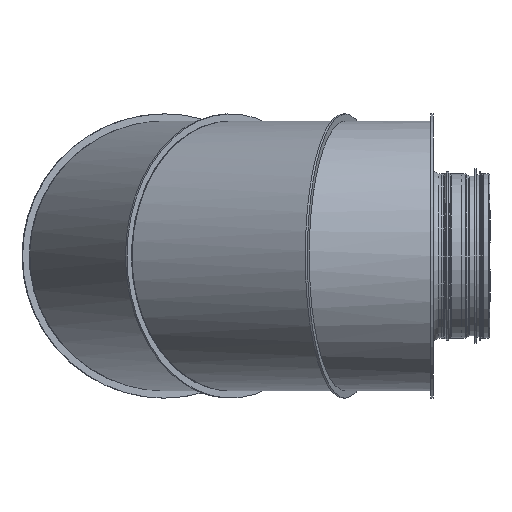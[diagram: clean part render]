
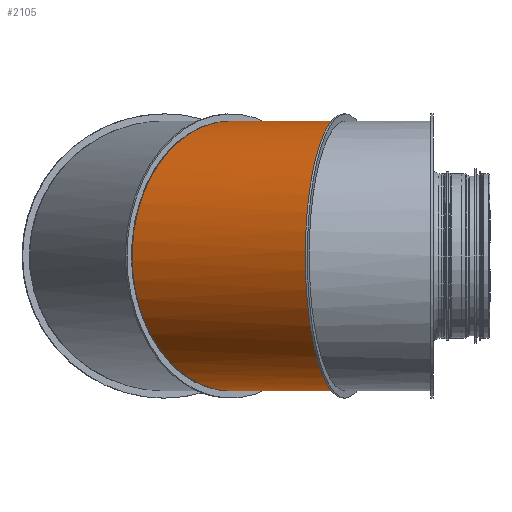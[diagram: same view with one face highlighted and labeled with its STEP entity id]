
A CAD part, left-side view. The second image highlights one B-rep face of the part: STEP entity #2105.
In plain terms, the highlighted cylindrical face has radius 130.7 mm (diameter 261.4 mm), a full revolution.
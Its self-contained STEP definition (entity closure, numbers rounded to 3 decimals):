
#74=ELLIPSE('',#2324,135.262,130.7);
#77=ELLIPSE('',#2381,1018.81,130.7);
#79=ELLIPSE('',#2383,1018.81,130.7);
#80=ELLIPSE('',#2385,135.311,130.7);
#81=ELLIPSE('',#2388,135.311,130.7);
#85=ELLIPSE('',#2392,1018.996,130.7);
#90=ELLIPSE('',#2397,135.262,130.7);
#94=ELLIPSE('',#2402,1018.996,130.7);
#208=CYLINDRICAL_SURFACE('',#2414,130.7);
#406=FACE_BOUND('',#872,.T.);
#583=FACE_OUTER_BOUND('',#871,.T.);
#871=EDGE_LOOP('',(#1841,#1842,#1843,#1844));
#872=EDGE_LOOP('',(#1845,#1846,#1847,#1848));
#1107=VERTEX_POINT('',#3338);
#1109=VERTEX_POINT('',#3342);
#1197=VERTEX_POINT('',#4557);
#1198=VERTEX_POINT('',#4559);
#1203=VERTEX_POINT('',#5263);
#1204=VERTEX_POINT('',#5264);
#1207=VERTEX_POINT('',#5277);
#1210=VERTEX_POINT('',#5297);
#1368=EDGE_CURVE('',#1109,#1107,#74,.T.);
#1399=EDGE_CURVE('',#1197,#1109,#77,.T.);
#1401=EDGE_CURVE('',#1107,#1198,#79,.T.);
#1403=EDGE_CURVE('',#1198,#1197,#80,.T.);
#1408=EDGE_CURVE('',#1203,#1204,#81,.T.);
#1412=EDGE_CURVE('',#1207,#1203,#85,.T.);
#1420=EDGE_CURVE('',#1210,#1207,#90,.T.);
#1429=EDGE_CURVE('',#1204,#1210,#94,.T.);
#1841=ORIENTED_EDGE('',*,*,#1399,.T.);
#1842=ORIENTED_EDGE('',*,*,#1368,.T.);
#1843=ORIENTED_EDGE('',*,*,#1401,.T.);
#1844=ORIENTED_EDGE('',*,*,#1403,.T.);
#1845=ORIENTED_EDGE('',*,*,#1429,.T.);
#1846=ORIENTED_EDGE('',*,*,#1420,.T.);
#1847=ORIENTED_EDGE('',*,*,#1412,.T.);
#1848=ORIENTED_EDGE('',*,*,#1408,.T.);
#2105=ADVANCED_FACE('',(#583,#406),#208,.T.);
#2324=AXIS2_PLACEMENT_3D('',#4336,#2837,#2838);
#2381=AXIS2_PLACEMENT_3D('',#4558,#2951,#2952);
#2383=AXIS2_PLACEMENT_3D('',#4561,#2955,#2956);
#2385=AXIS2_PLACEMENT_3D('',#4706,#2959,#2960);
#2388=AXIS2_PLACEMENT_3D('',#5265,#2966,#2967);
#2392=AXIS2_PLACEMENT_3D('',#5278,#2974,#2975);
#2397=AXIS2_PLACEMENT_3D('',#5313,#2987,#2988);
#2402=AXIS2_PLACEMENT_3D('',#5721,#3000,#3001);
#2414=AXIS2_PLACEMENT_3D('',#5809,#3026,#3027);
#2837=DIRECTION('center_axis',(-0.706,-0.708,0.));
#2838=DIRECTION('ref_axis',(-0.708,0.706,0.));
#2951=DIRECTION('center_axis',(-0.795,0.607,0.));
#2952=DIRECTION('ref_axis',(-0.607,-0.795,0.));
#2955=DIRECTION('center_axis',(-0.795,0.607,0.));
#2956=DIRECTION('ref_axis',(-0.607,-0.795,0.));
#2959=DIRECTION('center_axis',(-0.707,-0.707,0.));
#2960=DIRECTION('ref_axis',(-0.707,0.707,0.));
#2966=DIRECTION('center_axis',(0.259,0.966,0.));
#2967=DIRECTION('ref_axis',(-0.966,0.259,0.));
#2974=DIRECTION('center_axis',(-0.923,0.385,0.));
#2975=DIRECTION('ref_axis',(-0.385,-0.923,0.));
#2987=DIRECTION('center_axis',(0.26,0.966,0.));
#2988=DIRECTION('ref_axis',(-0.966,0.26,0.));
#3000=DIRECTION('center_axis',(-0.923,0.385,0.));
#3001=DIRECTION('ref_axis',(-0.385,-0.923,0.));
#3026=DIRECTION('center_axis',(0.5,0.866,0.));
#3027=DIRECTION('ref_axis',(-0.866,0.5,0.));
#3338=CARTESIAN_POINT('',(-174.594,174.594,-130.7));
#3342=CARTESIAN_POINT('',(-174.594,174.594,130.7));
#4336=CARTESIAN_POINT('Origin',(-174.594,174.594,0.));
#4557=CARTESIAN_POINT('',(-175.237,173.752,130.7));
#4558=CARTESIAN_POINT('Origin',(-174.594,174.594,0.));
#4559=CARTESIAN_POINT('',(-175.237,173.752,-130.7));
#4561=CARTESIAN_POINT('Origin',(-174.594,174.594,0.));
#4706=CARTESIAN_POINT('Origin',(-175.138,173.653,0.));
#5263=CARTESIAN_POINT('',(-238.092,64.884,130.7));
#5264=CARTESIAN_POINT('',(-238.092,64.884,-130.7));
#5265=CARTESIAN_POINT('Origin',(-237.956,64.847,0.));
#5277=CARTESIAN_POINT('',(-238.5,63.906,130.7));
#5278=CARTESIAN_POINT('Origin',(-238.5,63.906,0.));
#5297=CARTESIAN_POINT('',(-238.5,63.906,-130.7));
#5313=CARTESIAN_POINT('Origin',(-238.5,63.906,0.));
#5721=CARTESIAN_POINT('Origin',(-238.5,63.906,0.));
#5809=CARTESIAN_POINT('Origin',(-238.5,63.906,0.));
